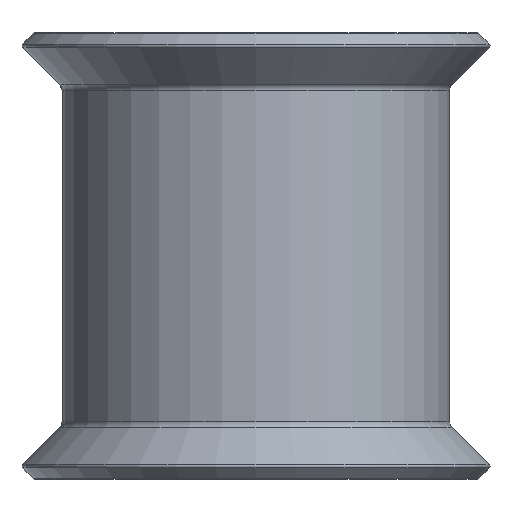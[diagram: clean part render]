
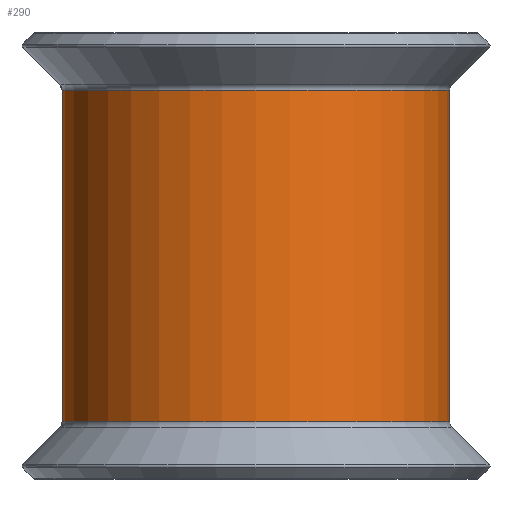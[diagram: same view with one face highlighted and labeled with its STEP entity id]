
A CAD part, front view. The second image highlights one B-rep face of the part: STEP entity #290.
In plain terms, the highlighted cylindrical face has radius 6.185 mm (diameter 12.37 mm), a partial arc.
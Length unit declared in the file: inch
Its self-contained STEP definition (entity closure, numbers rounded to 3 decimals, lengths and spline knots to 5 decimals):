
#3 = VECTOR ( 'NONE', #2380, 39.37008 ) ;
#12 = DIRECTION ( 'NONE',  ( 0., 0., -1. ) ) ;
#100 = CARTESIAN_POINT ( 'NONE',  ( 0.2185, -0.3815, 0.20822 ) ) ;
#199 = AXIS2_PLACEMENT_3D ( 'NONE', #1157, #2647, #1372 ) ;
#215 = ORIENTED_EDGE ( 'NONE', *, *, #624, .T. ) ;
#290 = ADVANCED_FACE ( 'NONE', ( #2534 ), #837, .T. ) ;
#325 = LINE ( 'NONE', #2319, #2518 ) ;
#374 = VERTEX_POINT ( 'NONE', #2452 ) ;
#489 = CARTESIAN_POINT ( 'NONE',  ( 0.2185, -0.3815, 0.281 ) ) ;
#585 = CIRCLE ( 'NONE', #199, 0.2435 ) ;
#604 = EDGE_LOOP ( 'NONE', ( #1933, #2749, #1254, #215 ) ) ;
#624 = EDGE_CURVE ( 'NONE', #1020, #374, #1448, .T. ) ;
#837 = CYLINDRICAL_SURFACE ( 'NONE', #2216, 0.2435 ) ;
#1020 = VERTEX_POINT ( 'NONE', #100 ) ;
#1051 = DIRECTION ( 'NONE',  ( 0., 0., -1. ) ) ;
#1091 = DIRECTION ( 'NONE',  ( 0., 0., -1. ) ) ;
#1157 = CARTESIAN_POINT ( 'NONE',  ( 0.2185, -0.625, -0.20822 ) ) ;
#1216 = LINE ( 'NONE', #489, #3 ) ;
#1254 = ORIENTED_EDGE ( 'NONE', *, *, #2613, .F. ) ;
#1372 = DIRECTION ( 'NONE',  ( -1., 0., 0. ) ) ;
#1448 = CIRCLE ( 'NONE', #1637, 0.2435 ) ;
#1478 = EDGE_CURVE ( 'NONE', #1917, #1894, #585, .T. ) ;
#1499 = DIRECTION ( 'NONE',  ( -1., 0., 0. ) ) ;
#1626 = CARTESIAN_POINT ( 'NONE',  ( 0.2185, -0.3815, -0.20822 ) ) ;
#1637 = AXIS2_PLACEMENT_3D ( 'NONE', #2366, #1091, #2578 ) ;
#1701 = CARTESIAN_POINT ( 'NONE',  ( 0.2185, -0.625, 0.281 ) ) ;
#1894 = VERTEX_POINT ( 'NONE', #2679 ) ;
#1917 = VERTEX_POINT ( 'NONE', #1626 ) ;
#1933 = ORIENTED_EDGE ( 'NONE', *, *, #2166, .T. ) ;
#2166 = EDGE_CURVE ( 'NONE', #374, #1894, #325, .T. ) ;
#2216 = AXIS2_PLACEMENT_3D ( 'NONE', #1701, #12, #1499 ) ;
#2319 = CARTESIAN_POINT ( 'NONE',  ( -0.025, -0.625, 0.281 ) ) ;
#2366 = CARTESIAN_POINT ( 'NONE',  ( 0.2185, -0.625, 0.20822 ) ) ;
#2380 = DIRECTION ( 'NONE',  ( 0., 0., -1. ) ) ;
#2452 = CARTESIAN_POINT ( 'NONE',  ( -0.025, -0.625, 0.20822 ) ) ;
#2518 = VECTOR ( 'NONE', #1051, 39.37008 ) ;
#2534 = FACE_OUTER_BOUND ( 'NONE', #604, .T. ) ;
#2578 = DIRECTION ( 'NONE',  ( -1., 0., 0. ) ) ;
#2613 = EDGE_CURVE ( 'NONE', #1020, #1917, #1216, .T. ) ;
#2647 = DIRECTION ( 'NONE',  ( 0., 0., -1. ) ) ;
#2679 = CARTESIAN_POINT ( 'NONE',  ( -0.025, -0.625, -0.20822 ) ) ;
#2749 = ORIENTED_EDGE ( 'NONE', *, *, #1478, .F. ) ;
